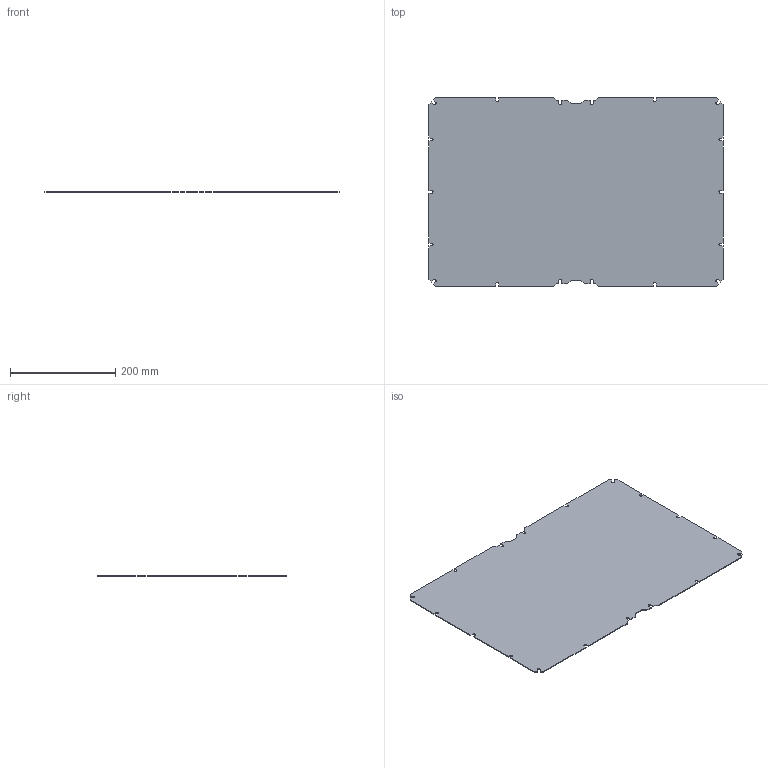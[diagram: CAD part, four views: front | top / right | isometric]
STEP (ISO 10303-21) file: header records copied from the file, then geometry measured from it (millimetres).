
FILE_DESCRIPTION(('CATIA V5R24 STEP','CAx-IF Rec.Pracs.--- Model Styling and Organization---1.2---2011-12-15'),'2;1');
FILE_NAME ('D1465088_0_9535980000_9535980000.stp','2018-08-27T09:21:48+00:00',('none'),('Weidmueller'),'CATIA Version 5-6 Release 2014 SP4 HF52','CATIA V5 STEP AP214','none');
FILE_SCHEMA(('AUTOMOTIVE_DESIGN { 1 0 10303 214 1 1 1 1 }'));
Length unit declared in the file: millimetre
Products named in the file (1): OMP4060_
Bounding box: 560 x 360 x 1.5 mm (x, y, z)
Volume: 299026.8 mm3; surface area: 401829.6 mm2
Topology: 1 solids, 1 shells, 108 faces, 318 edges, 212 vertices
Faces by surface type: plane 80, cylinder 28
Entity records: 3543 total; most frequent: CARTESIAN_POINT 639, ORIENTED_EDGE 636, DIRECTION 534, EDGE_CURVE 318, VECTOR 262, LINE 262, VERTEX_POINT 212, AXIS2_PLACEMENT_3D 165
